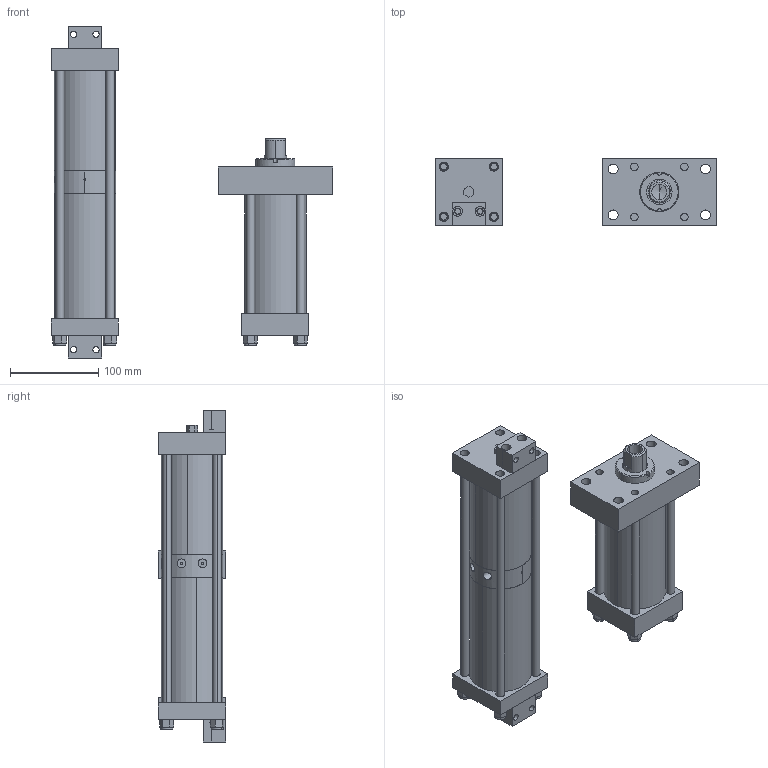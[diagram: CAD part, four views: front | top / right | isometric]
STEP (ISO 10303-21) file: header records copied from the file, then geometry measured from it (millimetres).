
FILE_DESCRIPTION (( 'STEP AP203' ), '1' );
FILE_NAME ('HZS-2-.25-FH.STEP', '2016-05-02T18:38:27', ( 'myvpn' ), ( '' ), 'SwSTEP 2.0', 'SolidWorks 2014', '' );
FILE_SCHEMA (( 'CONFIG_CONTROL_DESIGN' ));
Length unit declared in the file: inch
Products named in the file (16): HZS-2-.25-FH; E0260_.25; HZS0263_.25; NLN .375; HZS0211_.25; E0264; HZS0214_.25; ES0205_.25; HZ0210; F0262; E02BRK; 2P50N-S PLUG; E0204; E0259; F0103; E0101
Assembly tree (29 placements, depth 2):
  HZS-2-.25-FH
    E0204
    F0103
    E0101
    E0259
    NLN .375  x8
    E0264
    F0262
    HZ0210
    E02BRK  x2
    ES0205_.25
    E0260_.25  x4
    2P50N-S PLUG
    HZS0211_.25
    HZS0214_.25
    HZS0263_.25  x4
Bounding box: 319.29 x 76.2 x 376.59 mm (x, y, z)
Volume: 1362375.4 mm3; surface area: 420141.1 mm2
Topology: 29 solids, 29 shells, 485 faces, 1100 edges, 717 vertices
Faces by surface type: cylinder 244, plane 199, cone 42
Entity records: 12400 total; most frequent: CARTESIAN_POINT 2674, DIRECTION 1718, ORIENTED_EDGE 1452, EDGE_CURVE 726, AXIS2_PLACEMENT_3D 697, VERTEX_POINT 473, EDGE_LOOP 423, CIRCLE 352
